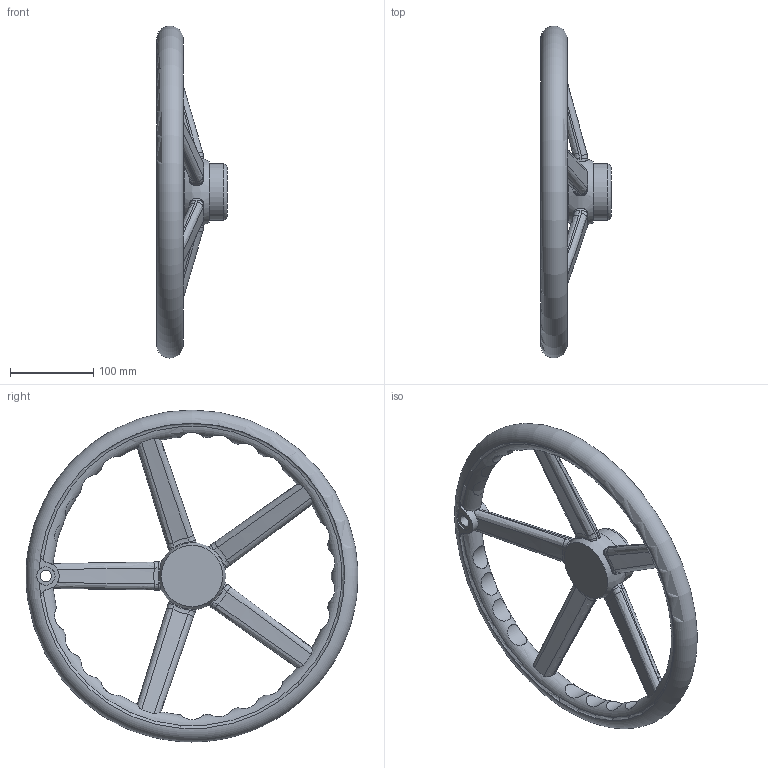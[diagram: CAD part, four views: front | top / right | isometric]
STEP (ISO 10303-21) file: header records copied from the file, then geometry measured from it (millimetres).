
FILE_DESCRIPTION(/* description */ (''),/* implementation_level */ '2;1');
FILE_NAME(/* name */ 'P_400_N.dxf',/* time_stamp */ '2012-11-23T17:28:10+08:00',/* author */ (''),/* organization */ (''),/* preprocessor_version */ 'ST-DEVELOPER v9',/* originating_system */ 'UGS - NX 4.0',/* authorisation */ '');
FILE_SCHEMA (('CONFIG_CONTROL_DESIGN'));
Length unit declared in the file: millimetre
Products named in the file (1): AdmiE936xoyq
Bounding box: 85 x 399.99 x 399.99 mm (x, y, z)
Volume: 1387340.6 mm3; surface area: 190624.3 mm2
Topology: 1 solids, 3 shells, 159 faces, 375 edges, 238 vertices
Faces by surface type: bspline 51, cylinder 49, plane 26, torus 23, cone 10
Full cylindrical faces by diameter (mm): 14 x1, 22.1 x1, 68 x1
Entity records: 6156 total; most frequent: CARTESIAN_POINT 2977, ORIENTED_EDGE 722, DIRECTION 492, EDGE_CURVE 361, VERTEX_POINT 232, AXIS2_PLACEMENT_3D 224, B_SPLINE_CURVE_WITH_KNOTS 200, EDGE_LOOP 195
